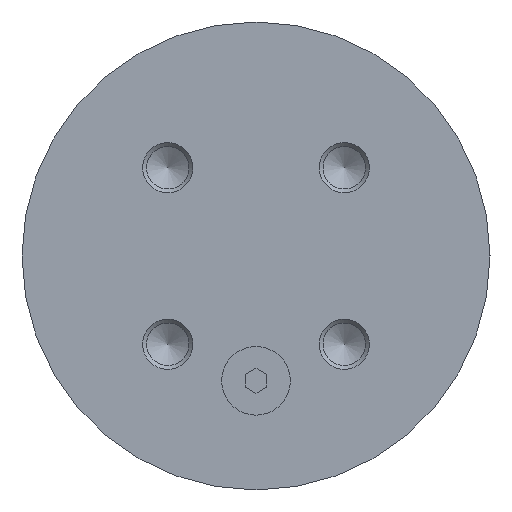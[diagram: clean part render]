
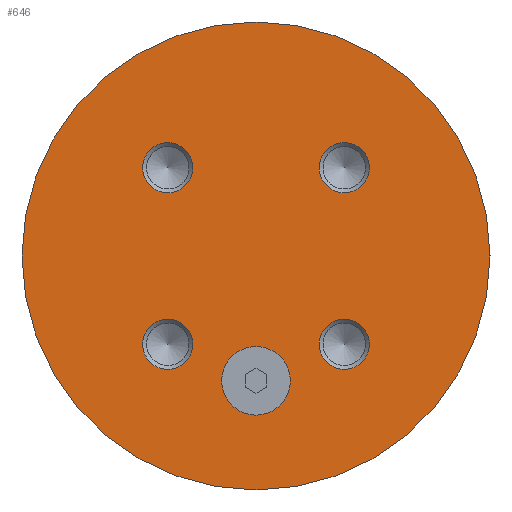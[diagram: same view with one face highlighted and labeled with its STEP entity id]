
A CAD part, left-side view. The second image highlights one B-rep face of the part: STEP entity #646.
In plain terms, the highlighted planar face has unit normal (-1, 0, 0).
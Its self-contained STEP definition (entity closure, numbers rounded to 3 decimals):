
#19=FACE_BOUND('',#119,.T.);
#20=FACE_BOUND('',#120,.T.);
#21=FACE_BOUND('',#121,.T.);
#22=FACE_BOUND('',#122,.T.);
#23=FACE_BOUND('',#123,.T.);
#36=PLANE('',#746);
#80=FACE_OUTER_BOUND('',#118,.T.);
#118=EDGE_LOOP('',(#574,#575));
#119=EDGE_LOOP('',(#576,#577));
#120=EDGE_LOOP('',(#578,#579));
#121=EDGE_LOOP('',(#580,#581));
#122=EDGE_LOOP('',(#582,#583));
#123=EDGE_LOOP('',(#584,#585));
#163=CIRCLE('',#729,4.025);
#164=CIRCLE('',#730,4.025);
#165=CIRCLE('',#732,4.025);
#166=CIRCLE('',#733,4.025);
#167=CIRCLE('',#735,4.025);
#168=CIRCLE('',#736,4.025);
#169=CIRCLE('',#738,4.025);
#170=CIRCLE('',#739,4.025);
#171=CIRCLE('',#741,5.5);
#172=CIRCLE('',#742,5.5);
#175=CIRCLE('',#747,37.5);
#176=CIRCLE('',#748,37.5);
#310=VERTEX_POINT('',#1115);
#311=VERTEX_POINT('',#1117);
#312=VERTEX_POINT('',#1121);
#313=VERTEX_POINT('',#1123);
#314=VERTEX_POINT('',#1127);
#315=VERTEX_POINT('',#1129);
#316=VERTEX_POINT('',#1133);
#317=VERTEX_POINT('',#1135);
#318=VERTEX_POINT('',#1139);
#319=VERTEX_POINT('',#1141);
#322=VERTEX_POINT('',#1151);
#323=VERTEX_POINT('',#1152);
#395=EDGE_CURVE('',#310,#311,#163,.T.);
#396=EDGE_CURVE('',#311,#310,#164,.T.);
#398=EDGE_CURVE('',#312,#313,#165,.T.);
#399=EDGE_CURVE('',#313,#312,#166,.T.);
#401=EDGE_CURVE('',#314,#315,#167,.T.);
#402=EDGE_CURVE('',#315,#314,#168,.T.);
#404=EDGE_CURVE('',#316,#317,#169,.T.);
#405=EDGE_CURVE('',#317,#316,#170,.T.);
#407=EDGE_CURVE('',#318,#319,#171,.T.);
#408=EDGE_CURVE('',#319,#318,#172,.T.);
#412=EDGE_CURVE('',#322,#323,#175,.T.);
#413=EDGE_CURVE('',#323,#322,#176,.T.);
#574=ORIENTED_EDGE('',*,*,#412,.F.);
#575=ORIENTED_EDGE('',*,*,#413,.F.);
#576=ORIENTED_EDGE('',*,*,#408,.F.);
#577=ORIENTED_EDGE('',*,*,#407,.F.);
#578=ORIENTED_EDGE('',*,*,#405,.F.);
#579=ORIENTED_EDGE('',*,*,#404,.F.);
#580=ORIENTED_EDGE('',*,*,#402,.F.);
#581=ORIENTED_EDGE('',*,*,#401,.F.);
#582=ORIENTED_EDGE('',*,*,#399,.F.);
#583=ORIENTED_EDGE('',*,*,#398,.F.);
#584=ORIENTED_EDGE('',*,*,#396,.F.);
#585=ORIENTED_EDGE('',*,*,#395,.F.);
#646=ADVANCED_FACE('',(#80,#19,#20,#21,#22,#23),#36,.T.);
#729=AXIS2_PLACEMENT_3D('',#1118,#909,#910);
#730=AXIS2_PLACEMENT_3D('',#1119,#911,#912);
#732=AXIS2_PLACEMENT_3D('',#1124,#916,#917);
#733=AXIS2_PLACEMENT_3D('',#1125,#918,#919);
#735=AXIS2_PLACEMENT_3D('',#1130,#923,#924);
#736=AXIS2_PLACEMENT_3D('',#1131,#925,#926);
#738=AXIS2_PLACEMENT_3D('',#1136,#930,#931);
#739=AXIS2_PLACEMENT_3D('',#1137,#932,#933);
#741=AXIS2_PLACEMENT_3D('',#1142,#937,#938);
#742=AXIS2_PLACEMENT_3D('',#1143,#939,#940);
#746=AXIS2_PLACEMENT_3D('',#1150,#948,#949);
#747=AXIS2_PLACEMENT_3D('',#1153,#950,#951);
#748=AXIS2_PLACEMENT_3D('',#1154,#952,#953);
#909=DIRECTION('center_axis',(-1.,0.,0.));
#910=DIRECTION('ref_axis',(0.,0.,1.));
#911=DIRECTION('center_axis',(-1.,0.,0.));
#912=DIRECTION('ref_axis',(0.,0.,1.));
#916=DIRECTION('center_axis',(-1.,0.,0.));
#917=DIRECTION('ref_axis',(0.,0.,1.));
#918=DIRECTION('center_axis',(-1.,0.,0.));
#919=DIRECTION('ref_axis',(0.,0.,1.));
#923=DIRECTION('center_axis',(-1.,0.,0.));
#924=DIRECTION('ref_axis',(0.,0.,1.));
#925=DIRECTION('center_axis',(-1.,0.,0.));
#926=DIRECTION('ref_axis',(0.,0.,1.));
#930=DIRECTION('center_axis',(-1.,0.,0.));
#931=DIRECTION('ref_axis',(0.,0.,1.));
#932=DIRECTION('center_axis',(-1.,0.,0.));
#933=DIRECTION('ref_axis',(0.,0.,1.));
#937=DIRECTION('center_axis',(-1.,0.,0.));
#938=DIRECTION('ref_axis',(0.,0.,1.));
#939=DIRECTION('center_axis',(-1.,0.,0.));
#940=DIRECTION('ref_axis',(0.,0.,1.));
#948=DIRECTION('center_axis',(-1.,0.,0.));
#949=DIRECTION('ref_axis',(0.,0.,1.));
#950=DIRECTION('center_axis',(1.,0.,0.));
#951=DIRECTION('ref_axis',(0.,0.,-1.));
#952=DIRECTION('center_axis',(1.,0.,0.));
#953=DIRECTION('ref_axis',(0.,0.,-1.));
#1115=CARTESIAN_POINT('',(-45.2,14.142,10.117));
#1117=CARTESIAN_POINT('',(-45.2,14.142,18.167));
#1118=CARTESIAN_POINT('Origin',(-45.2,14.142,14.142));
#1119=CARTESIAN_POINT('Origin',(-45.2,14.142,14.142));
#1121=CARTESIAN_POINT('',(-45.2,14.142,-18.167));
#1123=CARTESIAN_POINT('',(-45.2,14.142,-10.117));
#1124=CARTESIAN_POINT('Origin',(-45.2,14.142,-14.142));
#1125=CARTESIAN_POINT('Origin',(-45.2,14.142,-14.142));
#1127=CARTESIAN_POINT('',(-45.2,-14.142,-18.167));
#1129=CARTESIAN_POINT('',(-45.2,-14.142,-10.117));
#1130=CARTESIAN_POINT('Origin',(-45.2,-14.142,-14.142));
#1131=CARTESIAN_POINT('Origin',(-45.2,-14.142,-14.142));
#1133=CARTESIAN_POINT('',(-45.2,-14.142,10.117));
#1135=CARTESIAN_POINT('',(-45.2,-14.142,18.167));
#1136=CARTESIAN_POINT('Origin',(-45.2,-14.142,14.142));
#1137=CARTESIAN_POINT('Origin',(-45.2,-14.142,14.142));
#1139=CARTESIAN_POINT('',(-45.2,0.,-25.5));
#1141=CARTESIAN_POINT('',(-45.2,0.,-14.5));
#1142=CARTESIAN_POINT('Origin',(-45.2,0.,-20.));
#1143=CARTESIAN_POINT('Origin',(-45.2,0.,-20.));
#1150=CARTESIAN_POINT('Origin',(-45.2,37.5,0.));
#1151=CARTESIAN_POINT('',(-45.2,0.,-37.5));
#1152=CARTESIAN_POINT('',(-45.2,0.,37.5));
#1153=CARTESIAN_POINT('Origin',(-45.2,0.,0.));
#1154=CARTESIAN_POINT('Origin',(-45.2,0.,0.));
